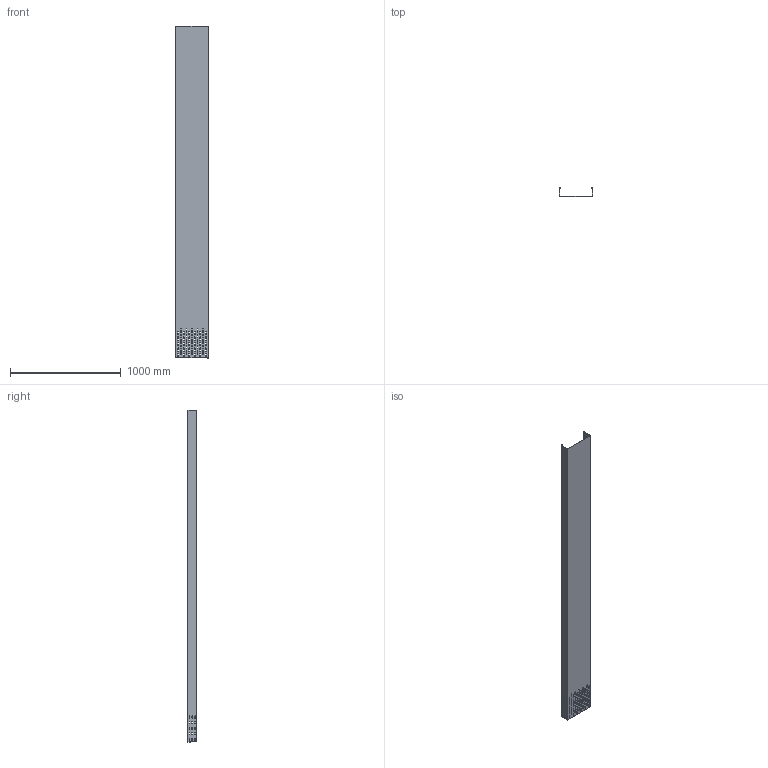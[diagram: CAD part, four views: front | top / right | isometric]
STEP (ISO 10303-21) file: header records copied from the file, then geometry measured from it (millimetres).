
FILE_DESCRIPTION (( 'STEP AP214' ), '1' );
FILE_NAME ('6057608.STEP', '2025-08-18T13:05:26', ( '' ), ( '' ), 'SwSTEP 2.0', 'SolidWorks 2024', '' );
FILE_SCHEMA (( 'AUTOMOTIVE_DESIGN' ));
Length unit declared in the file: millimetre
Products named in the file (1): 6057608
Bounding box: 300 x 85 x 3000 mm (x, y, z)
Volume: 1468895.9 mm3; surface area: 2955331.2 mm2
Topology: 1 solids, 1 shells, 431 faces, 1263 edges, 834 vertices
Faces by surface type: cylinder 231, plane 200
Entity records: 14790 total; most frequent: DIRECTION 2589, CARTESIAN_POINT 2529, ORIENTED_EDGE 2526, EDGE_CURVE 1263, AXIS2_PLACEMENT_3D 894, VERTEX_POINT 834, LINE 801, VECTOR 801
